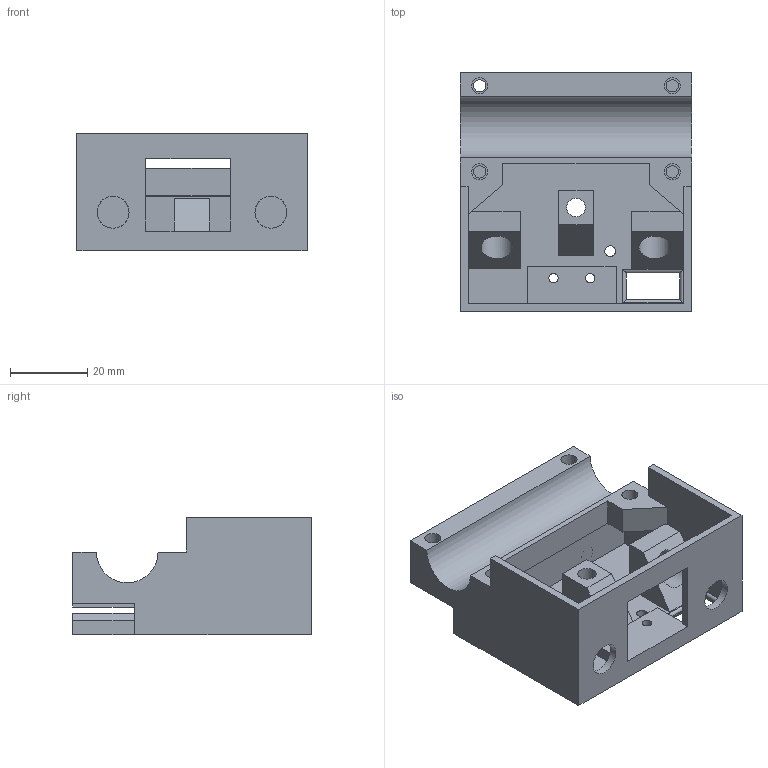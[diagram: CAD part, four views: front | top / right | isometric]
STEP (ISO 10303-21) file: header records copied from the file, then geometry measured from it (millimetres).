
FILE_DESCRIPTION(/* description */ (''),/* implementation_level */ '2;1');
FILE_NAME(/* name */ 'Y-Schlitten 2-Rechts.step',/* time_stamp */ '2024-02-18T09:32:59+01:00',/* author */ (''),/* organization */ (''),/* preprocessor_version */ 'ST-DEVELOPER v20',/* originating_system */ 'Autodesk Translation Framework v12.20.1.177',/* authorisation */ '');
FILE_SCHEMA (('AUTOMOTIVE_DESIGN { 1 0 10303 214 3 1 1 }'));
Length unit declared in the file: millimetre
Products named in the file (1): Y-Schlitten 2-Rechts
Bounding box: 60 x 61.94 x 30.52 mm (x, y, z)
Volume: 31637 mm3; surface area: 21656.2 mm2
Topology: 1 solids, 1 shells, 110 faces, 277 edges, 182 vertices
Faces by surface type: plane 77, cylinder 33
Full cylindrical faces by diameter (mm): 2.4 x2, 2.8 x1, 3.2 x4, 4.2 x6, 4.8 x1, 5.5 x4, 8.3 x4
Entity records: 3364 total; most frequent: CARTESIAN_POINT 570, DIRECTION 557, ORIENTED_EDGE 554, EDGE_CURVE 277, LINE 219, VECTOR 219, VERTEX_POINT 182, AXIS2_PLACEMENT_3D 169
